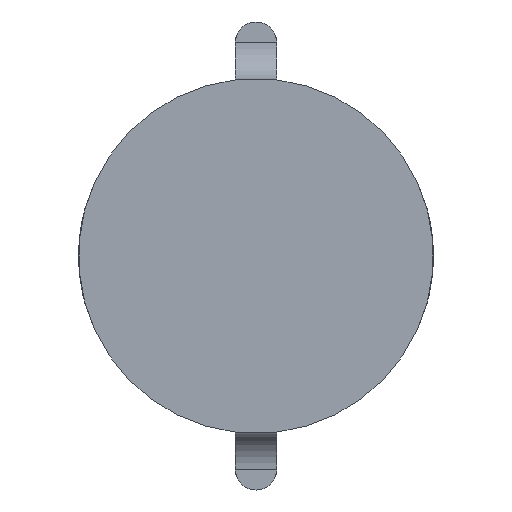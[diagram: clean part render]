
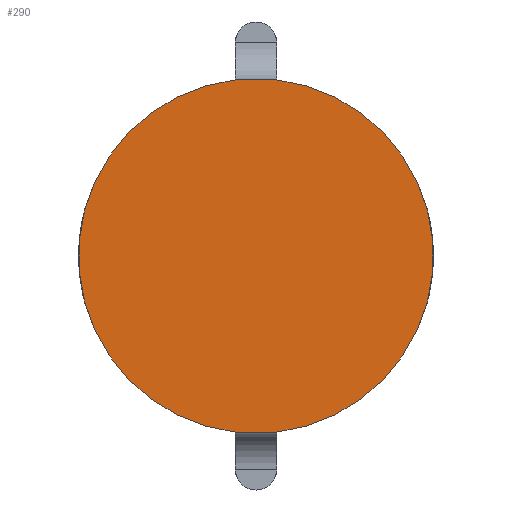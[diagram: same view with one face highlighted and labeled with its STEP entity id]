
A CAD part, left-side view. The second image highlights one B-rep face of the part: STEP entity #290.
In plain terms, the highlighted planar face has unit normal (-1, 0, 0).
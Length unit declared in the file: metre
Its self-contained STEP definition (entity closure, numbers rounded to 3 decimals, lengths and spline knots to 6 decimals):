
#44=LINE('',#526,#66);
#46=LINE('',#529,#68);
#66=VECTOR('',#405,1.);
#68=VECTOR('',#409,1.);
#131=ORIENTED_EDGE('',*,*,#173,.T.);
#132=ORIENTED_EDGE('',*,*,#186,.T.);
#133=ORIENTED_EDGE('',*,*,#155,.T.);
#134=ORIENTED_EDGE('',*,*,#188,.F.);
#155=EDGE_CURVE('',#196,#195,#217,.T.);
#173=EDGE_CURVE('',#210,#209,#223,.T.);
#186=EDGE_CURVE('',#209,#196,#44,.T.);
#188=EDGE_CURVE('',#210,#195,#46,.T.);
#195=VERTEX_POINT('',#443);
#196=VERTEX_POINT('',#445);
#209=VERTEX_POINT('',#495);
#210=VERTEX_POINT('',#497);
#217=CIRCLE('',#311,0.0047);
#223=CIRCLE('',#321,0.0047);
#242=EDGE_LOOP('',(#131,#132,#133,#134));
#262=FACE_BOUND('',#242,.T.);
#276=PLANE('',#332);
#290=ADVANCED_FACE('',(#262),#276,.T.);
#311=AXIS2_PLACEMENT_3D('',#444,#349,#350);
#321=AXIS2_PLACEMENT_3D('',#496,#378,#379);
#332=AXIS2_PLACEMENT_3D('',#530,#410,#411);
#349=DIRECTION('',(-1.,0.,0.));
#350=DIRECTION('',(0.,0.,1.));
#378=DIRECTION('',(-1.,0.,0.));
#379=DIRECTION('',(0.,0.,1.));
#405=DIRECTION('',(0.,-1.,0.));
#409=DIRECTION('',(0.,-1.,0.));
#410=DIRECTION('',(-1.,0.,0.));
#411=DIRECTION('',(0.,-1.,0.));
#443=CARTESIAN_POINT('',(0.014,-0.00055,0.110168));
#444=CARTESIAN_POINT('',(0.014,0.,0.1055));
#445=CARTESIAN_POINT('',(0.014,-0.00055,0.100832));
#495=CARTESIAN_POINT('',(0.014,0.00055,0.100832));
#496=CARTESIAN_POINT('',(0.014,0.,0.1055));
#497=CARTESIAN_POINT('',(0.014,0.00055,0.110168));
#526=CARTESIAN_POINT('',(0.014,0.,0.100832));
#529=CARTESIAN_POINT('',(0.014,0.,0.110168));
#530=CARTESIAN_POINT('',(0.014,0.,0.1055));
